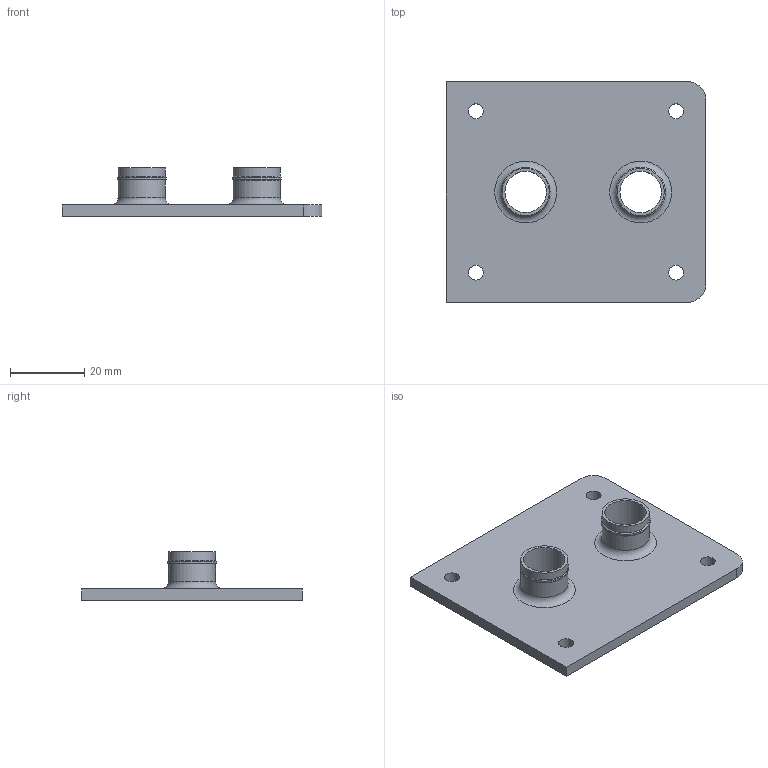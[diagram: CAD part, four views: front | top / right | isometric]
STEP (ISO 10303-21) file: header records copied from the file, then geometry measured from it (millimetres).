
FILE_DESCRIPTION(/* description */ (''),/* implementation_level */ '2;1');
FILE_NAME(/* name */ 'joint_1_lid.step',/* time_stamp */ '2025-04-05T14:41:37-04:00',/* author */ (''),/* organization */ (''),/* preprocessor_version */ 'ST-DEVELOPER v20.1',/* originating_system */ 'Autodesk Translation Framework v14.4.0.0',/* authorisation */ '');
FILE_SCHEMA (('AUTOMOTIVE_DESIGN { 1 0 10303 214 3 1 1 }'));
Length unit declared in the file: millimetre
Products named in the file (3): armatron_7; Base Stand; wire_box
Assembly tree (2 placements, depth 3):
  armatron_7
    Base Stand
      wire_box
Bounding box: 70 x 59.5 x 13 mm (x, y, z)
Volume: 12385.6 mm3; surface area: 10396.9 mm2
Topology: 1 solids, 1 shells, 30 faces, 64 edges, 40 vertices
Faces by surface type: cylinder 14, plane 10, cone 4, torus 2
Full cylindrical faces by diameter (mm): 4 x4, 11.17 x1, 11.176 x1, 12.7 x4, 13.124 x1, 13.3 x1
Entity records: 936 total; most frequent: DIRECTION 168, CARTESIAN_POINT 139, ORIENTED_EDGE 128, AXIS2_PLACEMENT_3D 69, EDGE_CURVE 64, EDGE_LOOP 46, VERTEX_POINT 40, CIRCLE 34
